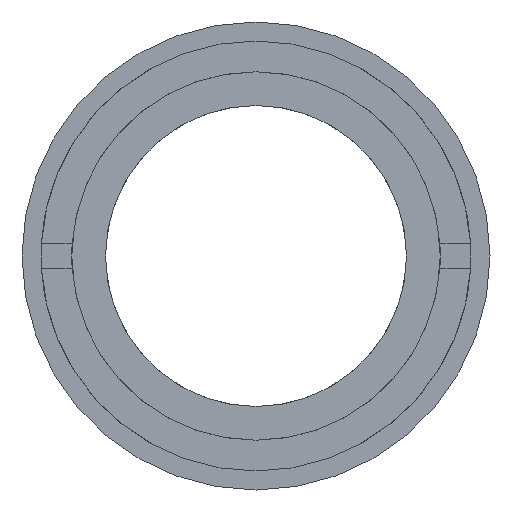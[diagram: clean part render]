
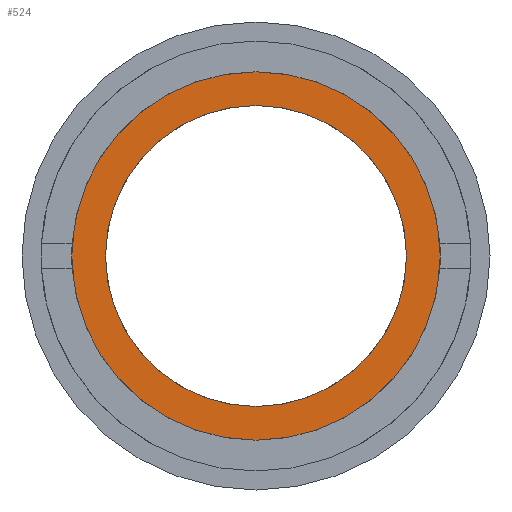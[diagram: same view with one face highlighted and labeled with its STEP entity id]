
A CAD part, front view. The second image highlights one B-rep face of the part: STEP entity #524.
In plain terms, the highlighted planar face has unit normal (0, -1, 0).
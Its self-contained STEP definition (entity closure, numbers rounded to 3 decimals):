
#1 = ORIENTED_EDGE ( 'NONE', *, *, #1337, .T. ) ;
#141 = AXIS2_PLACEMENT_3D ( 'NONE', #1320, #781, #234 ) ;
#174 = CIRCLE ( 'NONE', #543, 12.25 ) ;
#181 = EDGE_LOOP ( 'NONE', ( #1, #433 ) ) ;
#189 = EDGE_CURVE ( 'NONE', #975, #297, #917, .T. ) ;
#197 = ORIENTED_EDGE ( 'NONE', *, *, #1083, .F. ) ;
#203 = PLANE ( 'NONE',  #141 ) ;
#219 = EDGE_LOOP ( 'NONE', ( #197, #460 ) ) ;
#234 = DIRECTION ( 'NONE',  ( 0., 0., -1. ) ) ;
#241 = AXIS2_PLACEMENT_3D ( 'NONE', #1040, #971, #442 ) ;
#297 = VERTEX_POINT ( 'NONE', #1273 ) ;
#305 = VERTEX_POINT ( 'NONE', #1143 ) ;
#308 = FACE_BOUND ( 'NONE', #181, .T. ) ;
#349 = CIRCLE ( 'NONE', #241, 15.6 ) ;
#356 = VERTEX_POINT ( 'NONE', #1025 ) ;
#383 = CARTESIAN_POINT ( 'NONE',  ( 0., 5., 0. ) ) ;
#433 = ORIENTED_EDGE ( 'NONE', *, *, #189, .T. ) ;
#442 = DIRECTION ( 'NONE',  ( 0., 0., 1. ) ) ;
#453 = CARTESIAN_POINT ( 'NONE',  ( 0., 5., -12.25 ) ) ;
#460 = ORIENTED_EDGE ( 'NONE', *, *, #1130, .F. ) ;
#523 = CARTESIAN_POINT ( 'NONE',  ( 0., 5., 0. ) ) ;
#524 = ADVANCED_FACE ( 'NONE', ( #308, #684 ), #203, .T. ) ;
#532 = AXIS2_PLACEMENT_3D ( 'NONE', #523, #776, #1049 ) ;
#543 = AXIS2_PLACEMENT_3D ( 'NONE', #383, #1304, #1297 ) ;
#684 = FACE_OUTER_BOUND ( 'NONE', #219, .T. ) ;
#743 = DIRECTION ( 'NONE',  ( 0., 0., 1. ) ) ;
#748 = DIRECTION ( 'NONE',  ( 0., 1., 0. ) ) ;
#776 = DIRECTION ( 'NONE',  ( 0., 1., 0. ) ) ;
#781 = DIRECTION ( 'NONE',  ( 0., -1., 0. ) ) ;
#916 = CIRCLE ( 'NONE', #1238, 15.6 ) ;
#917 = CIRCLE ( 'NONE', #532, 12.25 ) ;
#971 = DIRECTION ( 'NONE',  ( 0., 1., 0. ) ) ;
#975 = VERTEX_POINT ( 'NONE', #453 ) ;
#1025 = CARTESIAN_POINT ( 'NONE',  ( 0., 5., -15.6 ) ) ;
#1040 = CARTESIAN_POINT ( 'NONE',  ( 0., 5., 0. ) ) ;
#1049 = DIRECTION ( 'NONE',  ( 0., 0., 1. ) ) ;
#1083 = EDGE_CURVE ( 'NONE', #305, #356, #916, .T. ) ;
#1130 = EDGE_CURVE ( 'NONE', #356, #305, #349, .T. ) ;
#1143 = CARTESIAN_POINT ( 'NONE',  ( 0., 5., 15.6 ) ) ;
#1217 = CARTESIAN_POINT ( 'NONE',  ( 0., 5., 0. ) ) ;
#1238 = AXIS2_PLACEMENT_3D ( 'NONE', #1217, #748, #743 ) ;
#1273 = CARTESIAN_POINT ( 'NONE',  ( 0., 5., 12.25 ) ) ;
#1297 = DIRECTION ( 'NONE',  ( 0., 0., 1. ) ) ;
#1304 = DIRECTION ( 'NONE',  ( 0., 1., 0. ) ) ;
#1320 = CARTESIAN_POINT ( 'NONE',  ( -12.25, 5., 0. ) ) ;
#1337 = EDGE_CURVE ( 'NONE', #297, #975, #174, .T. ) ;
